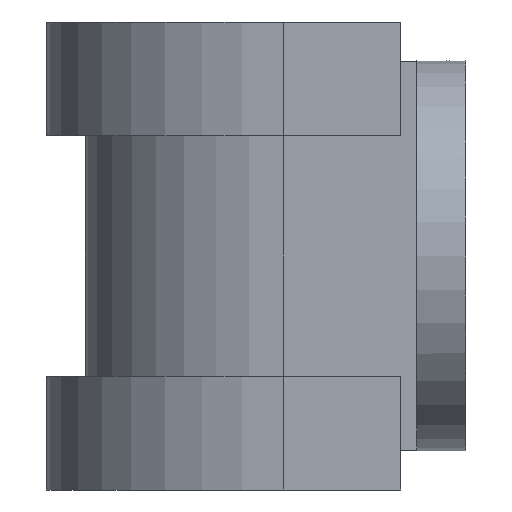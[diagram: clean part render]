
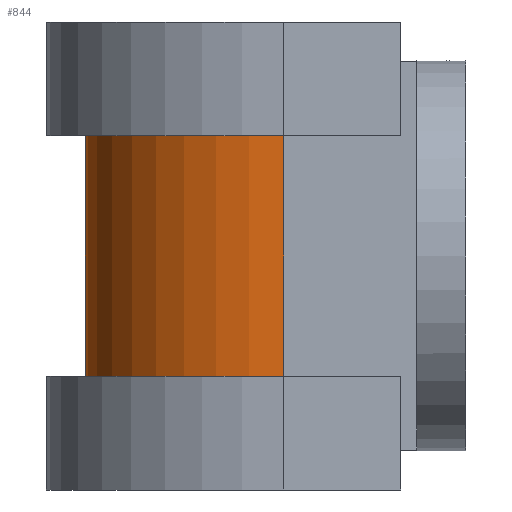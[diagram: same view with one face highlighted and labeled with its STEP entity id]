
A CAD part, left-side view. The second image highlights one B-rep face of the part: STEP entity #844.
In plain terms, the highlighted cylindrical face has radius 6.1 mm (diameter 12.2 mm), a partial arc.
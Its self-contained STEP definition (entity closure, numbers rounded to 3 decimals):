
#58 = LINE ( 'NONE', #168, #849 ) ;
#85 = CARTESIAN_POINT ( 'NONE',  ( 6.1, 5.6, 3.7 ) ) ;
#97 = DIRECTION ( 'NONE',  ( 0., 0., -1. ) ) ;
#116 = EDGE_CURVE ( 'NONE', #145, #892, #1331, .T. ) ;
#130 = CIRCLE ( 'NONE', #942, 6.1 ) ;
#142 = ORIENTED_EDGE ( 'NONE', *, *, #1438, .F. ) ;
#145 = VERTEX_POINT ( 'NONE', #85 ) ;
#168 = CARTESIAN_POINT ( 'NONE',  ( -6.1, 5.6, 6. ) ) ;
#204 = AXIS2_PLACEMENT_3D ( 'NONE', #422, #776, #751 ) ;
#221 = EDGE_LOOP ( 'NONE', ( #398, #858, #492, #142 ) ) ;
#229 = CARTESIAN_POINT ( 'NONE',  ( 0., 5.6, 6. ) ) ;
#398 = ORIENTED_EDGE ( 'NONE', *, *, #851, .F. ) ;
#422 = CARTESIAN_POINT ( 'NONE',  ( 0., 5.6, -3.7 ) ) ;
#426 = CARTESIAN_POINT ( 'NONE',  ( 0., 5.6, 3.7 ) ) ;
#492 = ORIENTED_EDGE ( 'NONE', *, *, #1244, .T. ) ;
#642 = CARTESIAN_POINT ( 'NONE',  ( 6.1, 5.6, 6. ) ) ;
#655 = CYLINDRICAL_SURFACE ( 'NONE', #968, 6.1 ) ;
#674 = DIRECTION ( 'NONE',  ( 1., 0., 0. ) ) ;
#727 = CARTESIAN_POINT ( 'NONE',  ( -6.1, 5.6, -3.7 ) ) ;
#751 = DIRECTION ( 'NONE',  ( 1., 0., 0. ) ) ;
#776 = DIRECTION ( 'NONE',  ( 0., 0., 1. ) ) ;
#778 = FACE_OUTER_BOUND ( 'NONE', #221, .T. ) ;
#827 = CIRCLE ( 'NONE', #204, 6.1 ) ;
#844 = ADVANCED_FACE ( 'NONE', ( #778 ), #655, .T. ) ;
#849 = VECTOR ( 'NONE', #1086, 1000. ) ;
#851 = EDGE_CURVE ( 'NONE', #145, #1296, #130, .T. ) ;
#858 = ORIENTED_EDGE ( 'NONE', *, *, #116, .T. ) ;
#890 = DIRECTION ( 'NONE',  ( 0., 0., -1. ) ) ;
#892 = VERTEX_POINT ( 'NONE', #1031 ) ;
#894 = DIRECTION ( 'NONE',  ( -1., 0., 0. ) ) ;
#942 = AXIS2_PLACEMENT_3D ( 'NONE', #426, #1230, #674 ) ;
#968 = AXIS2_PLACEMENT_3D ( 'NONE', #229, #97, #894 ) ;
#1031 = CARTESIAN_POINT ( 'NONE',  ( 6.1, 5.6, -3.7 ) ) ;
#1086 = DIRECTION ( 'NONE',  ( 0., 0., -1. ) ) ;
#1118 = VECTOR ( 'NONE', #890, 1000. ) ;
#1135 = VERTEX_POINT ( 'NONE', #727 ) ;
#1230 = DIRECTION ( 'NONE',  ( 0., 0., 1. ) ) ;
#1244 = EDGE_CURVE ( 'NONE', #892, #1135, #827, .T. ) ;
#1296 = VERTEX_POINT ( 'NONE', #1383 ) ;
#1331 = LINE ( 'NONE', #642, #1118 ) ;
#1383 = CARTESIAN_POINT ( 'NONE',  ( -6.1, 5.6, 3.7 ) ) ;
#1438 = EDGE_CURVE ( 'NONE', #1296, #1135, #58, .T. ) ;
